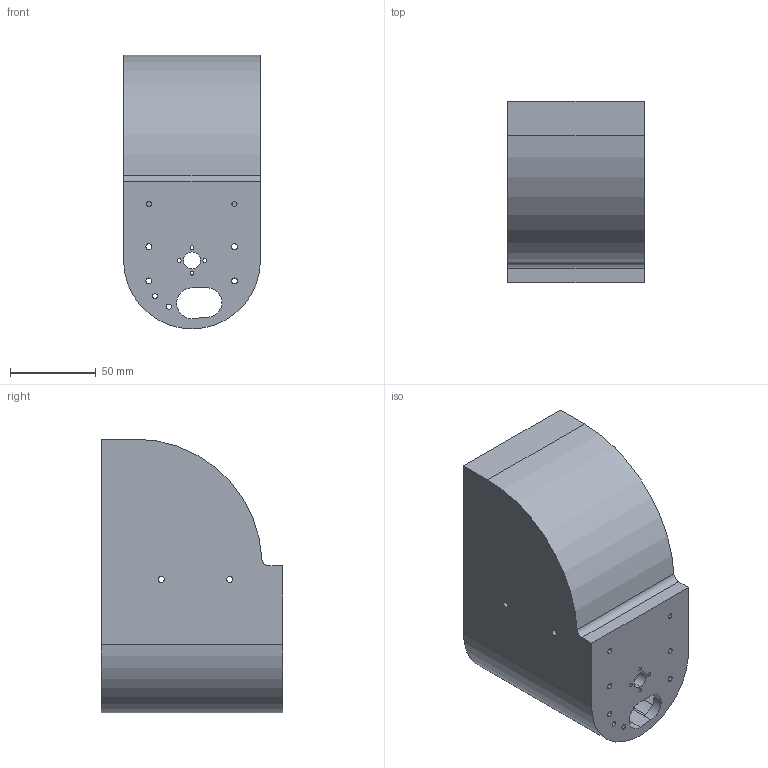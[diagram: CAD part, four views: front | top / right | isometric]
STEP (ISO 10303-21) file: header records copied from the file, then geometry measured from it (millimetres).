
FILE_DESCRIPTION (( 'STEP AP203' ), '1' );
FILE_NAME ('新版弹夹（大）.STEP', '2018-01-17T07:37:36', ( 'User' ), ( 'china' ), 'SwSTEP 2.0', 'SolidWorks 2016', '' );
FILE_SCHEMA (( 'CONFIG_CONTROL_DESIGN' ));
Length unit declared in the file: millimetre
Products named in the file (1): 陔唳粟標ㄗ湮ㄘ
Bounding box: 80 x 106 x 160 mm (x, y, z)
Volume: 215599.7 mm3; surface area: 100792.3 mm2
Topology: 1 solids, 1 shells, 100 faces, 275 edges, 182 vertices
Faces by surface type: cylinder 71, plane 28, torus 1
Entity records: 3615 total; most frequent: CARTESIAN_POINT 823, DIRECTION 590, ORIENTED_EDGE 550, EDGE_CURVE 275, AXIS2_PLACEMENT_3D 237, VERTEX_POINT 182, EDGE_LOOP 143, CIRCLE 136
